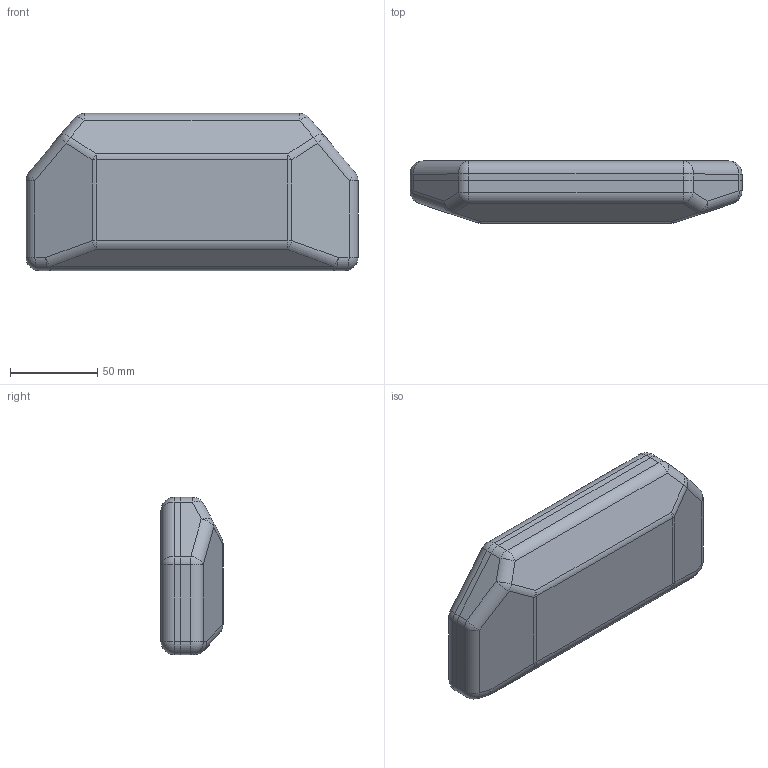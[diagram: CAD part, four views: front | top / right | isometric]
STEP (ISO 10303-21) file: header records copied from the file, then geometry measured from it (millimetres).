
FILE_DESCRIPTION (( 'STEP AP214' ), '1' );
FILE_NAME ('Controller V2.STEP', '2019-10-15T11:39:39', ( '' ), ( '' ), 'SwSTEP 2.0', 'SolidWorks 2019', '' );
FILE_SCHEMA (( 'AUTOMOTIVE_DESIGN' ));
Length unit declared in the file: millimetre
Products named in the file (4): shell_top; Controller V2; Pantalla Nextion 3.5_Predeterminado; shell_bottum
Assembly tree (3 placements, depth 2):
  Controller V2
    shell_bottum
    shell_top
    Pantalla Nextion 3.5_Predeterminado
Bounding box: 190 x 35.5 x 90 mm (x, y, z)
Volume: 162213.8 mm3; surface area: 99924.2 mm2
Topology: 3 solids, 3 shells, 361 faces, 868 edges, 530 vertices
Faces by surface type: plane 185, cylinder 134, sphere 34, torus 8
Entity records: 11659 total; most frequent: DIRECTION 1842, CARTESIAN_POINT 1829, ORIENTED_EDGE 1712, EDGE_CURVE 856, AXIS2_PLACEMENT_3D 639, LINE 564, VECTOR 564, VERTEX_POINT 530
